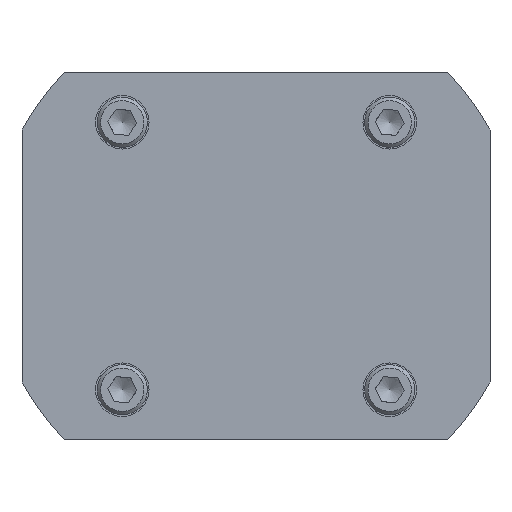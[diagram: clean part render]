
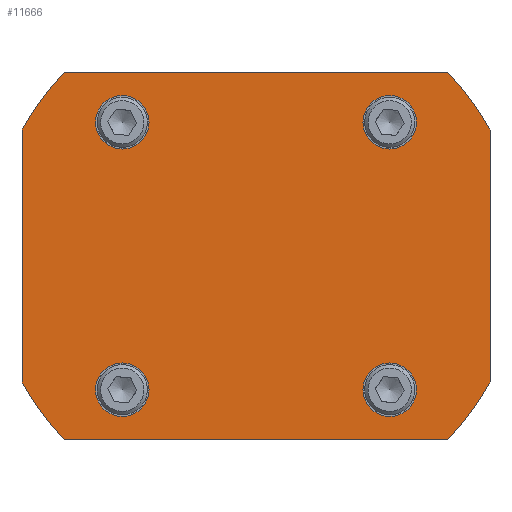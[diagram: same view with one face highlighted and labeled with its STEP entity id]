
A CAD part, front view. The second image highlights one B-rep face of the part: STEP entity #11666.
In plain terms, the highlighted planar face has unit normal (0, -1, 0).
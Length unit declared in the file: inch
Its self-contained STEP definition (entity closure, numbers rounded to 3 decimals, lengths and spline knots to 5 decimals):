
#11190=CARTESIAN_POINT('',(1.75,0.0,0.94216));
#11191=VERTEX_POINT('',#11190);
#11198=CARTESIAN_POINT('',(1.75,0.0,-0.94216));
#11199=VERTEX_POINT('',#11198);
#11200=CARTESIAN_POINT('',(1.75,0.0,-0.94216));
#11201=DIRECTION('',(0.0,0.0,1.0));
#11202=VECTOR('',#11201,1.88431);
#11203=LINE('',#11200,#11202);
#11204=EDGE_CURVE('',#11199,#11191,#11203,.T.);
#11244=CARTESIAN_POINT('',(1.43511,0.0,-1.375));
#11245=VERTEX_POINT('',#11244);
#11252=CARTESIAN_POINT('',(-1.43511,0.0,-1.375));
#11253=VERTEX_POINT('',#11252);
#11254=CARTESIAN_POINT('',(-1.43511,0.0,-1.375));
#11255=DIRECTION('',(1.0,0.0,0.0));
#11256=VECTOR('',#11255,2.87021);
#11257=LINE('',#11254,#11256);
#11258=EDGE_CURVE('',#11253,#11245,#11257,.T.);
#11318=CARTESIAN_POINT('',(-1.75,0.0,-0.94216));
#11319=VERTEX_POINT('',#11318);
#11326=CARTESIAN_POINT('',(-1.75,0.0,0.94216));
#11327=VERTEX_POINT('',#11326);
#11328=CARTESIAN_POINT('',(-1.75,0.0,0.94216));
#11329=DIRECTION('',(0.0,0.0,-1.0));
#11330=VECTOR('',#11329,1.88431);
#11331=LINE('',#11328,#11330);
#11332=EDGE_CURVE('',#11327,#11319,#11331,.T.);
#11382=CARTESIAN_POINT('',(-1.,0.0,0.8));
#11383=VERTEX_POINT('',#11382);
#11384=CARTESIAN_POINT('',(-1.,0.0,1.));
#11385=DIRECTION('',(0.0,1.0,0.0));
#11386=DIRECTION('',(0.0,0.0,-1.0));
#11387=AXIS2_PLACEMENT_3D('',#11384,#11385,#11386);
#11388=CIRCLE('',#11387,0.2);
#11389=EDGE_CURVE('',#11383,#11383,#11388,.T.);
#11423=CARTESIAN_POINT('',(-0.8,0.0,-1.));
#11424=VERTEX_POINT('',#11423);
#11425=CARTESIAN_POINT('',(-1.,0.0,-1.));
#11426=DIRECTION('',(0.0,1.0,0.0));
#11427=DIRECTION('',(1.0,0.0,0.0));
#11428=AXIS2_PLACEMENT_3D('',#11425,#11426,#11427);
#11429=CIRCLE('',#11428,0.2);
#11430=EDGE_CURVE('',#11424,#11424,#11429,.T.);
#11472=CARTESIAN_POINT('',(1.,0.0,-0.8));
#11473=VERTEX_POINT('',#11472);
#11474=CARTESIAN_POINT('',(1.,0.0,-1.));
#11475=DIRECTION('',(0.0,1.0,0.0));
#11476=DIRECTION('',(0.0,0.0,1.0));
#11477=AXIS2_PLACEMENT_3D('',#11474,#11475,#11476);
#11478=CIRCLE('',#11477,0.2);
#11479=EDGE_CURVE('',#11473,#11473,#11478,.T.);
#11521=CARTESIAN_POINT('',(0.8,0.0,1.));
#11522=VERTEX_POINT('',#11521);
#11523=CARTESIAN_POINT('',(1.,0.0,1.));
#11524=DIRECTION('',(0.0,1.0,0.0));
#11525=DIRECTION('',(-1.0,0.0,0.0));
#11526=AXIS2_PLACEMENT_3D('',#11523,#11524,#11525);
#11527=CIRCLE('',#11526,0.2);
#11528=EDGE_CURVE('',#11522,#11522,#11527,.T.);
#11541=CARTESIAN_POINT('',(1.43511,0.0,1.375));
#11542=VERTEX_POINT('',#11541);
#11549=CARTESIAN_POINT('',(0.0,0.0,0.0));
#11550=DIRECTION('',(0.0,-1.,0.0));
#11551=DIRECTION('',(-0.722,0.0,-0.692));
#11552=AXIS2_PLACEMENT_3D('',#11549,#11550,#11551);
#11553=CIRCLE('',#11552,1.9875);
#11554=EDGE_CURVE('',#11191,#11542,#11553,.T.);
#11566=CARTESIAN_POINT('',(-1.43511,0.0,1.375));
#11567=VERTEX_POINT('',#11566);
#11574=CARTESIAN_POINT('',(1.43511,0.0,1.375));
#11575=DIRECTION('',(-1.0,0.0,0.0));
#11576=VECTOR('',#11575,2.87021);
#11577=LINE('',#11574,#11576);
#11578=EDGE_CURVE('',#11542,#11567,#11577,.T.);
#11591=CARTESIAN_POINT('',(0.0,0.0,0.0));
#11592=DIRECTION('',(0.0,-1.0,0.0));
#11593=DIRECTION('',(0.881,0.0,-0.474));
#11594=AXIS2_PLACEMENT_3D('',#11591,#11592,#11593);
#11595=CIRCLE('',#11594,1.9875);
#11596=EDGE_CURVE('',#11567,#11327,#11595,.T.);
#11609=CARTESIAN_POINT('',(0.0,0.0,0.0));
#11610=DIRECTION('',(0.0,-1.,0.0));
#11611=DIRECTION('',(0.722,0.0,0.692));
#11612=AXIS2_PLACEMENT_3D('',#11609,#11610,#11611);
#11613=CIRCLE('',#11612,1.9875);
#11614=EDGE_CURVE('',#11319,#11253,#11613,.T.);
#11627=CARTESIAN_POINT('',(0.0,0.0,0.0));
#11628=DIRECTION('',(0.0,-1.0,0.0));
#11629=DIRECTION('',(-0.881,0.0,0.474));
#11630=AXIS2_PLACEMENT_3D('',#11627,#11628,#11629);
#11631=CIRCLE('',#11630,1.9875);
#11632=EDGE_CURVE('',#11245,#11199,#11631,.T.);
#11639=CARTESIAN_POINT('',(0.,0.0,0.));
#11640=DIRECTION('',(0.0,1.0,0.0));
#11641=DIRECTION('',(0.0,0.0,-1.0));
#11642=AXIS2_PLACEMENT_3D('',#11639,#11640,#11641);
#11643=PLANE('',#11642);
#11644=ORIENTED_EDGE('',*,*,#11204,.T.);
#11645=ORIENTED_EDGE('',*,*,#11554,.T.);
#11646=ORIENTED_EDGE('',*,*,#11578,.T.);
#11647=ORIENTED_EDGE('',*,*,#11596,.T.);
#11648=ORIENTED_EDGE('',*,*,#11332,.T.);
#11649=ORIENTED_EDGE('',*,*,#11614,.T.);
#11650=ORIENTED_EDGE('',*,*,#11258,.T.);
#11651=ORIENTED_EDGE('',*,*,#11632,.T.);
#11652=EDGE_LOOP('',(#11644,#11645,#11646,#11647,#11648,#11649,#11650,#11651));
#11653=FACE_OUTER_BOUND('',#11652,.T.);
#11654=ORIENTED_EDGE('',*,*,#11389,.T.);
#11655=EDGE_LOOP('',(#11654));
#11656=FACE_BOUND('',#11655,.T.);
#11657=ORIENTED_EDGE('',*,*,#11430,.T.);
#11658=EDGE_LOOP('',(#11657));
#11659=FACE_BOUND('',#11658,.T.);
#11660=ORIENTED_EDGE('',*,*,#11479,.T.);
#11661=EDGE_LOOP('',(#11660));
#11662=FACE_BOUND('',#11661,.T.);
#11663=ORIENTED_EDGE('',*,*,#11528,.T.);
#11664=EDGE_LOOP('',(#11663));
#11665=FACE_BOUND('',#11664,.T.);
#11666=ADVANCED_FACE('',(#11653,#11656,#11659,#11662,#11665),#11643,.F.);
